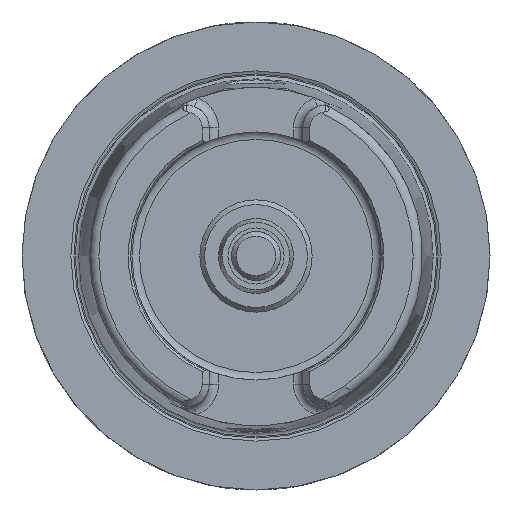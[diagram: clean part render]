
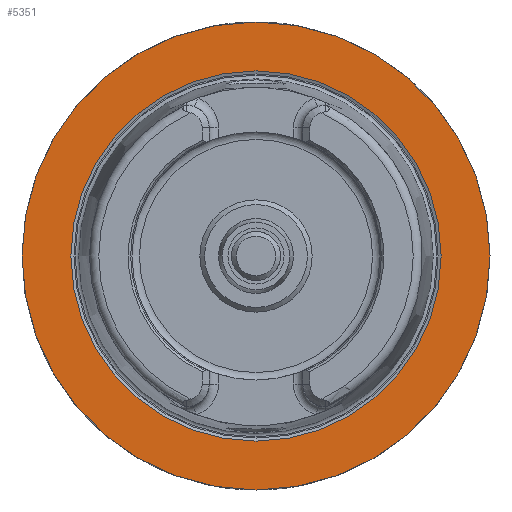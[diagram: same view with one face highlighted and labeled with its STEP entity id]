
A CAD part, left-side view. The second image highlights one B-rep face of the part: STEP entity #5351.
In plain terms, the highlighted planar face has unit normal (-1, 0, 0).
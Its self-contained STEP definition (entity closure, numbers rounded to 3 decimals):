
#4537=CARTESIAN_POINT('',(0.,50.0,0.0));
#4538=VERTEX_POINT('',#4537);
#4539=CARTESIAN_POINT('',(0.,0.,0.0));
#4540=DIRECTION('',(1.0,0.0,0.0));
#4541=DIRECTION('',(0.0,1.0,0.0));
#4542=AXIS2_PLACEMENT_3D('',#4539,#4540,#4541);
#4543=CIRCLE('',#4542,50.0);
#4544=EDGE_CURVE('',#4538,#4538,#4543,.T.);
#5325=CARTESIAN_POINT('',(0.,39.55,0.0));
#5326=VERTEX_POINT('',#5325);
#5327=CARTESIAN_POINT('',(0.,0.,0.0));
#5328=DIRECTION('',(1.0,0.0,0.0));
#5329=DIRECTION('',(0.0,1.0,0.0));
#5330=AXIS2_PLACEMENT_3D('',#5327,#5328,#5329);
#5331=CIRCLE('',#5330,39.55);
#5332=EDGE_CURVE('',#5326,#5326,#5331,.T.);
#5340=CARTESIAN_POINT('',(0.,44.775,0.0));
#5341=DIRECTION('',(-1.0,0.0,0.0));
#5342=DIRECTION('',(0.0,0.0,1.0));
#5343=AXIS2_PLACEMENT_3D('',#5340,#5341,#5342);
#5344=PLANE('',#5343);
#5345=ORIENTED_EDGE('',*,*,#4544,.F.);
#5346=EDGE_LOOP('',(#5345));
#5347=FACE_OUTER_BOUND('',#5346,.T.);
#5348=ORIENTED_EDGE('',*,*,#5332,.T.);
#5349=EDGE_LOOP('',(#5348));
#5350=FACE_BOUND('',#5349,.T.);
#5351=ADVANCED_FACE('',(#5347,#5350),#5344,.T.);
